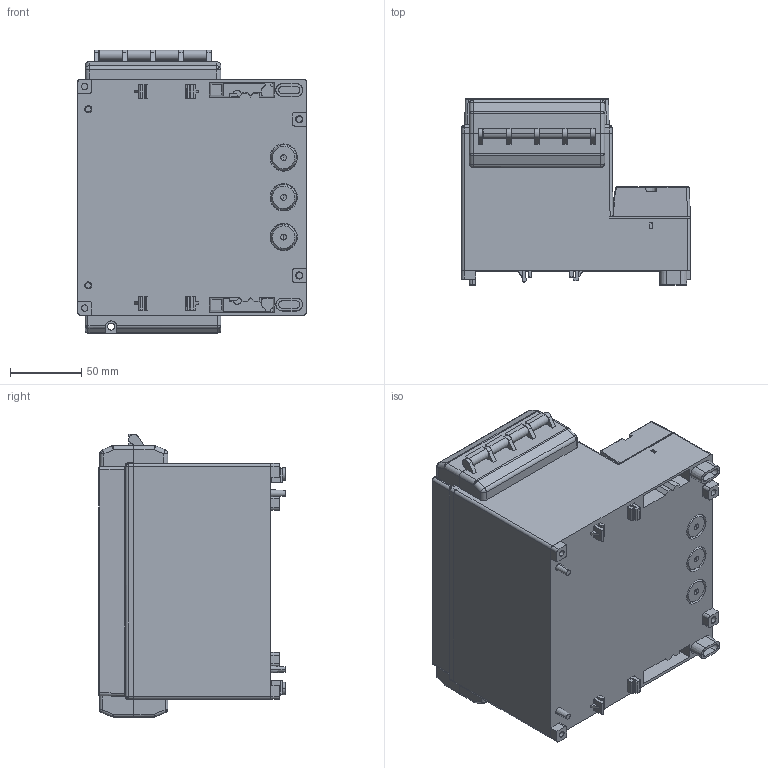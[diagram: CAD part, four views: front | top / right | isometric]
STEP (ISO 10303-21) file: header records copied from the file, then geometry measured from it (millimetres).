
FILE_DESCRIPTION (( 'STEP AP214' ), '1' );
FILE_NAME ('DC003CUL_DC003CBU.STEP', '2012-04-17T02:29:02', ( 'NEF User' ), ( 'NEF User' ), 'SwSTEP 2.0', 'SolidWorks 2012', '' );
FILE_SCHEMA (( 'AUTOMOTIVE_DESIGN' ));
Length unit declared in the file: millimetre
Products named in the file (8): DC003-灰色上蓋; DC003-透明上蓋; 轉軸-公; 轉軸-母; 卡勾-母; 卡勾-公; DC003-本體; DC003CUL_DC003CBU
Assembly tree (7 placements, depth 2):
  DC003CUL_DC003CBU
    DC003-本體
    卡勾-公
    卡勾-母
    轉軸-母
    轉軸-公
    DC003-透明上蓋
    DC003-灰色上蓋
Bounding box: 161 x 131 x 199.5 mm (x, y, z)
Volume: 448996.3 mm3; surface area: 367129 mm2
Topology: 7 solids, 7 shells, 2095 faces, 5826 edges, 3860 vertices
Faces by surface type: plane 1326, cylinder 390, cone 238, bspline 110, torus 31
Entity records: 92049 total; most frequent: CARTESIAN_POINT 31184, ORIENTED_EDGE 11616, DIRECTION 9081, EDGE_CURVE 5808, VERTEX_POINT 3860, LINE 3531, VECTOR 3531, AXIS2_PLACEMENT_3D 2775
